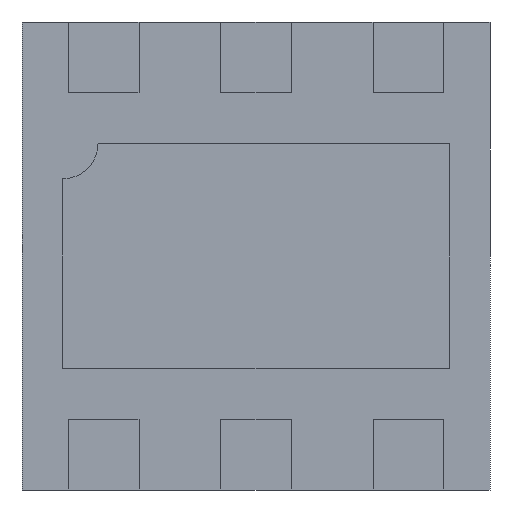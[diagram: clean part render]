
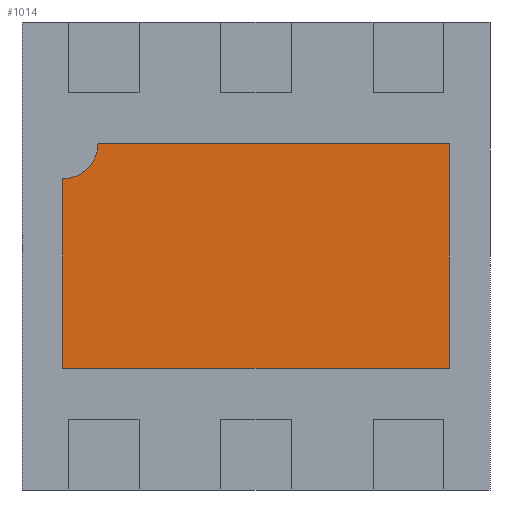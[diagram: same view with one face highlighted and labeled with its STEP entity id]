
A CAD part, front view. The second image highlights one B-rep face of the part: STEP entity #1014.
In plain terms, the highlighted planar face has unit normal (0, -1, 0).
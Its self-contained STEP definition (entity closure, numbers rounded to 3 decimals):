
#19 = DIRECTION ( 'NONE',  ( 0., 1., 0. ) ) ;
#51 = VECTOR ( 'NONE', #489, 1000. ) ;
#198 = CARTESIAN_POINT ( 'NONE',  ( -0.825, 0., 0.33 ) ) ;
#275 = AXIS2_PLACEMENT_3D ( 'NONE', #2320, #497, #1612 ) ;
#398 = ORIENTED_EDGE ( 'NONE', *, *, #444, .T. ) ;
#444 = EDGE_CURVE ( 'NONE', #648, #1352, #503, .T. ) ;
#445 = VECTOR ( 'NONE', #762, 1000. ) ;
#473 = CARTESIAN_POINT ( 'NONE',  ( 0.825, 0., -0.48 ) ) ;
#489 = DIRECTION ( 'NONE',  ( -1., 0., 0. ) ) ;
#497 = DIRECTION ( 'NONE',  ( 0., -1., 0. ) ) ;
#503 = CIRCLE ( 'NONE', #1700, 0.15 ) ;
#529 = EDGE_LOOP ( 'NONE', ( #2254, #1235, #807, #398, #1171 ) ) ;
#567 = DIRECTION ( 'NONE',  ( 0., 0., -1. ) ) ;
#648 = VERTEX_POINT ( 'NONE', #1079 ) ;
#698 = VERTEX_POINT ( 'NONE', #1718 ) ;
#739 = CARTESIAN_POINT ( 'NONE',  ( 0.825, 0., 0.48 ) ) ;
#762 = DIRECTION ( 'NONE',  ( 1., 0., 0. ) ) ;
#807 = ORIENTED_EDGE ( 'NONE', *, *, #2170, .T. ) ;
#830 = VERTEX_POINT ( 'NONE', #473 ) ;
#975 = LINE ( 'NONE', #739, #51 ) ;
#1014 = ADVANCED_FACE ( 'NONE', ( #2007 ), #2358, .T. ) ;
#1079 = CARTESIAN_POINT ( 'NONE',  ( -0.675, 0., 0.48 ) ) ;
#1097 = EDGE_CURVE ( 'NONE', #830, #2120, #1775, .T. ) ;
#1136 = EDGE_CURVE ( 'NONE', #1352, #698, #1193, .T. ) ;
#1171 = ORIENTED_EDGE ( 'NONE', *, *, #1136, .T. ) ;
#1184 = EDGE_CURVE ( 'NONE', #698, #830, #1507, .T. ) ;
#1193 = LINE ( 'NONE', #198, #2093 ) ;
#1235 = ORIENTED_EDGE ( 'NONE', *, *, #1097, .T. ) ;
#1352 = VERTEX_POINT ( 'NONE', #2148 ) ;
#1507 = LINE ( 'NONE', #2027, #445 ) ;
#1612 = DIRECTION ( 'NONE',  ( 0., 0., -1. ) ) ;
#1648 = CARTESIAN_POINT ( 'NONE',  ( 0.825, 0., 0.48 ) ) ;
#1700 = AXIS2_PLACEMENT_3D ( 'NONE', #2185, #19, #567 ) ;
#1718 = CARTESIAN_POINT ( 'NONE',  ( -0.825, 0., -0.48 ) ) ;
#1775 = LINE ( 'NONE', #2348, #1948 ) ;
#1948 = VECTOR ( 'NONE', #2000, 1000. ) ;
#2000 = DIRECTION ( 'NONE',  ( 0., 0., 1. ) ) ;
#2007 = FACE_OUTER_BOUND ( 'NONE', #529, .T. ) ;
#2011 = DIRECTION ( 'NONE',  ( 0., 0., -1. ) ) ;
#2027 = CARTESIAN_POINT ( 'NONE',  ( -0.825, 0., -0.48 ) ) ;
#2093 = VECTOR ( 'NONE', #2011, 1000. ) ;
#2120 = VERTEX_POINT ( 'NONE', #1648 ) ;
#2148 = CARTESIAN_POINT ( 'NONE',  ( -0.825, 0., 0.33 ) ) ;
#2170 = EDGE_CURVE ( 'NONE', #2120, #648, #975, .T. ) ;
#2185 = CARTESIAN_POINT ( 'NONE',  ( -0.825, 0., 0.48 ) ) ;
#2254 = ORIENTED_EDGE ( 'NONE', *, *, #1184, .T. ) ;
#2320 = CARTESIAN_POINT ( 'NONE',  ( -0.825, 0., 0.48 ) ) ;
#2348 = CARTESIAN_POINT ( 'NONE',  ( 0.825, 0., -0.48 ) ) ;
#2358 = PLANE ( 'NONE',  #275 ) ;
